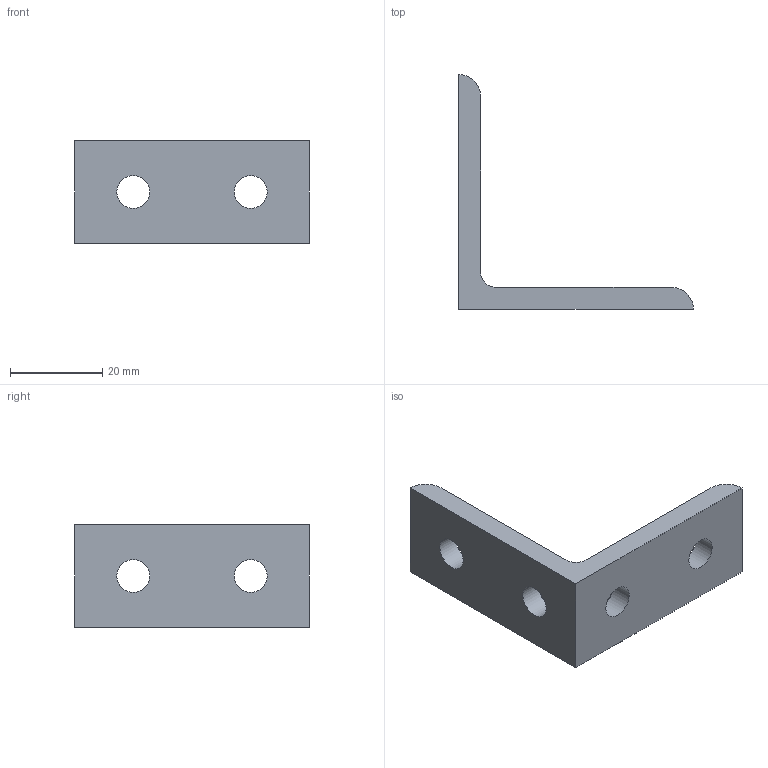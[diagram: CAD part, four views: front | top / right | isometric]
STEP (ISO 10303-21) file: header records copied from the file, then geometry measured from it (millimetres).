
FILE_DESCRIPTION (( 'STEP AP214' ), '1' );
FILE_NAME ('2 IN CORNER BRACKET.STEP', '2022-02-09T16:23:19', ( '' ), ( '' ), 'SwSTEP 2.0', 'SolidWorks 2018', '' );
FILE_SCHEMA (( 'AUTOMOTIVE_DESIGN' ));
Length unit declared in the file: inch
Products named in the file (1): 2 IN CORNER BRACKET
Bounding box: 50.8 x 50.8 x 22.23 mm (x, y, z)
Volume: 9342.2 mm3; surface area: 5412.4 mm2
Topology: 1 solids, 1 shells, 13 faces, 37 edges, 26 vertices
Faces by surface type: cylinder 7, plane 6
Full cylindrical faces by diameter (mm): 7.137 x4
Entity records: 437 total; most frequent: DIRECTION 71, CARTESIAN_POINT 65, ORIENTED_EDGE 58, EDGE_CURVE 29, AXIS2_PLACEMENT_3D 28, EDGE_LOOP 25, VERTEX_POINT 22, FACE_OUTER_BOUND 17
